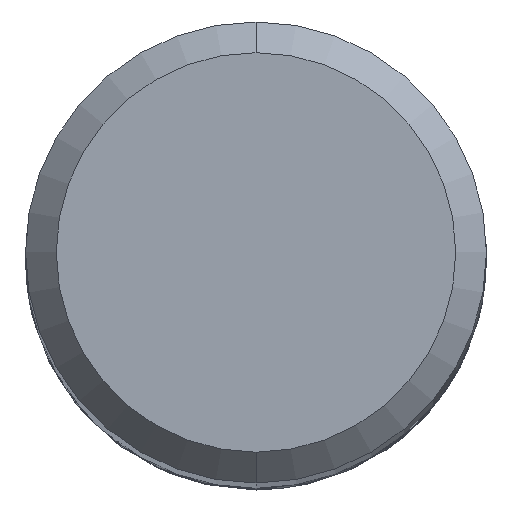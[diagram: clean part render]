
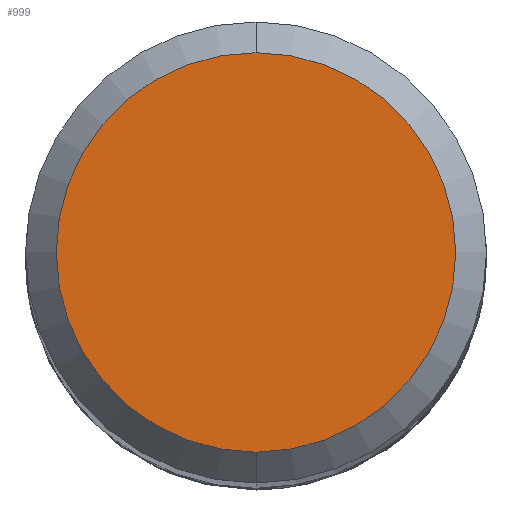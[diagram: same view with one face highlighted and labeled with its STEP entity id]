
A CAD part, top view. The second image highlights one B-rep face of the part: STEP entity #999.
In plain terms, the highlighted planar face has unit normal (0, 0, 1).
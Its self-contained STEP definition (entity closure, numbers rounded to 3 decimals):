
#617=EDGE_CURVE('',#1359,#969,#1557,.T.);
#933=EDGE_CURVE('',#969,#1359,#1898,.T.);
#969=VERTEX_POINT('',#1935);
#999=ADVANCED_FACE('',(#1967),#1968,.T.);
#1359=VERTEX_POINT('',#2365);
#1557=CIRCLE('',#3829,2.6);
#1898=CIRCLE('',#7433,2.6);
#1935=CARTESIAN_POINT('',(0.,-2.6,0.0));
#1967=FACE_OUTER_BOUND('',#8274,.T.);
#1968=PLANE('',#8275);
#2365=CARTESIAN_POINT('',(0.0,2.6,0.0));
#3829=AXIS2_PLACEMENT_3D('',#12834,#12835,#12836);
#7433=AXIS2_PLACEMENT_3D('',#13164,#13165,#13166);
#8274=EDGE_LOOP('',(#13195,#13196));
#8275=AXIS2_PLACEMENT_3D('',#13197,#13198,#13199);
#12834=CARTESIAN_POINT('',(0.0,0.0,0.0));
#12835=DIRECTION('',(0.0,0.0,-1.0));
#12836=DIRECTION('',(0.0,1.0,0.0));
#13164=CARTESIAN_POINT('',(0.0,0.0,0.0));
#13165=DIRECTION('',(0.0,0.0,-1.0));
#13166=DIRECTION('',(0.0,1.0,0.0));
#13195=ORIENTED_EDGE('',*,*,#617,.F.);
#13196=ORIENTED_EDGE('',*,*,#933,.F.);
#13197=CARTESIAN_POINT('',(0.0,1.3,0.0));
#13198=DIRECTION('',(-0.0,0.0,1.0));
#13199=DIRECTION('',(0.0,-1.0,0.0));
